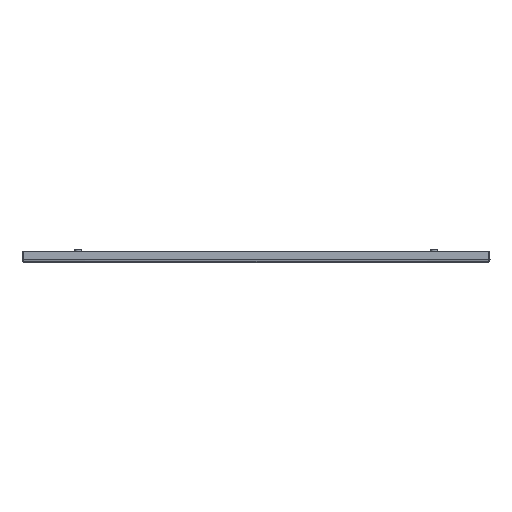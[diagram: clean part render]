
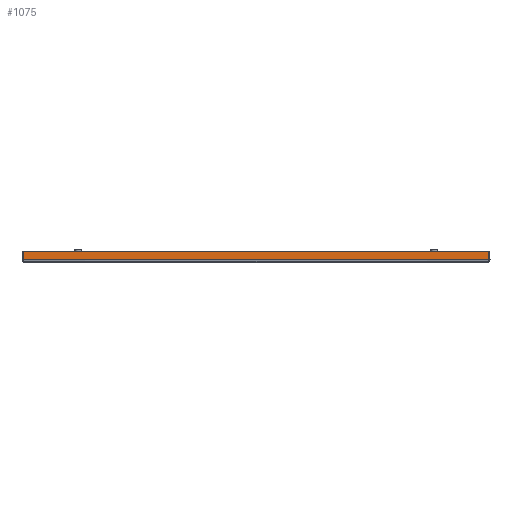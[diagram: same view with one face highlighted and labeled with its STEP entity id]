
A CAD part, left-side view. The second image highlights one B-rep face of the part: STEP entity #1075.
In plain terms, the highlighted free-form (B-spline) face has degree [1, 1] with [2, 2] control points.
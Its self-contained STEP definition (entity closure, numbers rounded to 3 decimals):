
#1017=CARTESIAN_POINT('V71',(-311.946,
   616.837,234.244));
#1018=VERTEX_POINT('V71',#1017);
#1026=CARTESIAN_POINT('V72',(-311.946,54.837,
   234.244));
#1027=VERTEX_POINT('V72',#1026);
#1028=CARTESIAN_POINT('E93',(-311.946,54.837,
   234.244));
#1029=CARTESIAN_POINT('E93',(-311.946,
   616.837,234.244));
#1030=QUASI_UNIFORM_CURVE('E93',1,(#1028,#1029),.POLYLINE_FORM.,.F.,
   .U.);
#1031=EDGE_CURVE('E93',#1027,#1018,#1030,.T.);
#1048=CARTESIAN_POINT('F23',(-311.946,
   616.837,234.244));
#1049=CARTESIAN_POINT('F23',(-311.946,
   616.837,224.244));
#1050=CARTESIAN_POINT('F23',(-311.946,54.837,
   234.244));
#1051=CARTESIAN_POINT('F23',(-311.946,54.837,
   224.244));
#1052=B_SPLINE_SURFACE_WITH_KNOTS('F23',1,1,((#1048,#1050),(#1049,
   #1051)),.PLANE_SURF.,.F.,.F.,.U.,(2,2),(2,2),(
   0.003,0.997),(0.003,
   55.868),.UNSPECIFIED.);
#1053=CARTESIAN_POINT('V52',(-311.946,
   616.837,224.244));
#1054=VERTEX_POINT('V52',#1053);
#1055=CARTESIAN_POINT('E91',(-311.946,
   616.837,234.244));
#1056=CARTESIAN_POINT('E91',(-311.946,
   616.837,224.244));
#1057=QUASI_UNIFORM_CURVE('E91',1,(#1055,#1056),.POLYLINE_FORM.,.F.,
   .U.);
#1058=EDGE_CURVE('E91',#1018,#1054,#1057,.T.);
#1059=ORIENTED_EDGE('E91',*,*,#1058,.T.);
#1060=CARTESIAN_POINT('V51',(-311.946,54.837,
   224.244));
#1061=VERTEX_POINT('V51',#1060);
#1062=CARTESIAN_POINT('E67',(-311.946,54.837,
   224.244));
#1063=CARTESIAN_POINT('E67',(-311.946,
   616.837,224.244));
#1064=QUASI_UNIFORM_CURVE('E67',1,(#1062,#1063),.POLYLINE_FORM.,.F.,
   .U.);
#1065=EDGE_CURVE('E67',#1061,#1054,#1064,.T.);
#1066=ORIENTED_EDGE('E67',*,*,#1065,.F.);
#1067=CARTESIAN_POINT('E92',(-311.946,54.837,
   224.244));
#1068=CARTESIAN_POINT('E92',(-311.946,54.837,
   234.244));
#1069=QUASI_UNIFORM_CURVE('E92',1,(#1067,#1068),.POLYLINE_FORM.,.F.,
   .U.);
#1070=EDGE_CURVE('E92',#1061,#1027,#1069,.T.);
#1071=ORIENTED_EDGE('E92',*,*,#1070,.T.);
#1072=ORIENTED_EDGE('E93',*,*,#1031,.T.);
#1073=EDGE_LOOP('F23',(#1059,#1066,#1071,#1072));
#1074=FACE_OUTER_BOUND('F23',#1073,.T.);
#1075=ADVANCED_FACE('F23',(#1074),#1052,.T.);
